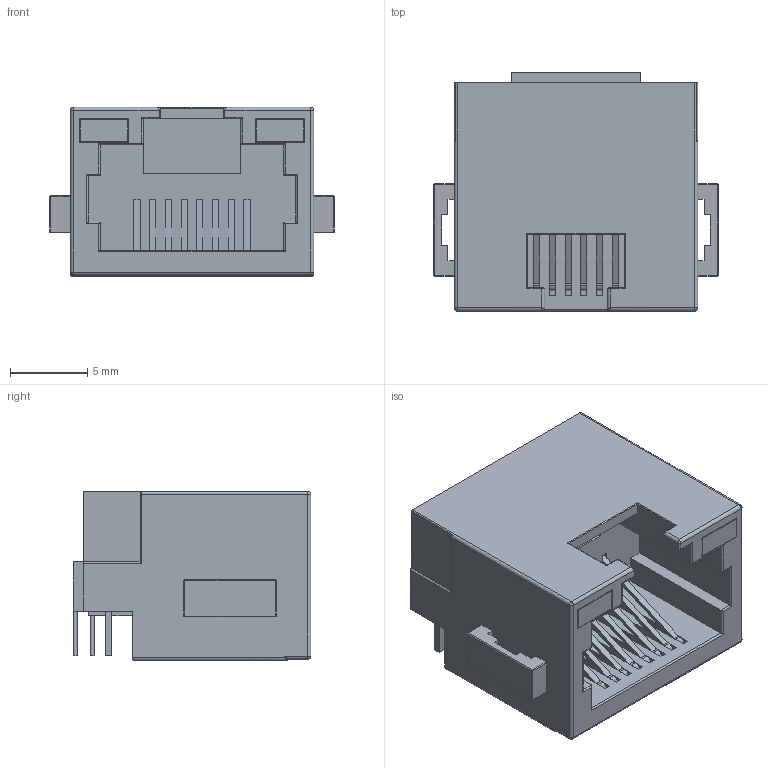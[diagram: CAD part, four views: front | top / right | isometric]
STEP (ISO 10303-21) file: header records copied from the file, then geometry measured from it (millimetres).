
FILE_DESCRIPTION(/* description */ ('Unknown'),/* implementation_level */ '2;1');
FILE_NAME(/* name */ '615008150121',/* time_stamp */ '2018-06-04T17:29:53+02:00',/* author */ ('Unknown'),/* organization */ ('Unknown'),/* preprocessor_version */ 'ST-DEVELOPER v16.7',/* originating_system */ 'DEX',/* authorisation */ $);
FILE_SCHEMA (('AUTOMOTIVE_DESIGN {1 0 10303 214 3 1 1}'));
Length unit declared in the file: millimetre
Products named in the file (7): 615008150121; 615008150121_Housing; 615008150121_Pin; 615008150121_LedPin; 615008150121_GreenLed; 615008150121_Pin2; 615008150121_YellowLed
Assembly tree (15 placements, depth 2):
  615008150121
    615008150121_Housing
    615008150121_Pin  x4
    615008150121_LedPin  x4
    615008150121_GreenLed
    615008150121_Pin2  x4
    615008150121_YellowLed
Bounding box: 18.45 x 15.45 x 11 mm (x, y, z)
Volume: 1274.1 mm3; surface area: 2962.1 mm2
Topology: 15 solids, 15 shells, 668 faces, 1849 edges, 1166 vertices
Faces by surface type: plane 454, cylinder 176, sphere 28, bspline 6, torus 4
Entity records: 15255 total; most frequent: CARTESIAN_POINT 2723, ORIENTED_EDGE 2622, DIRECTION 2491, EDGE_CURVE 1311, LINE 1111, VECTOR 1111, VERTEX_POINT 830, AXIS2_PLACEMENT_3D 690
